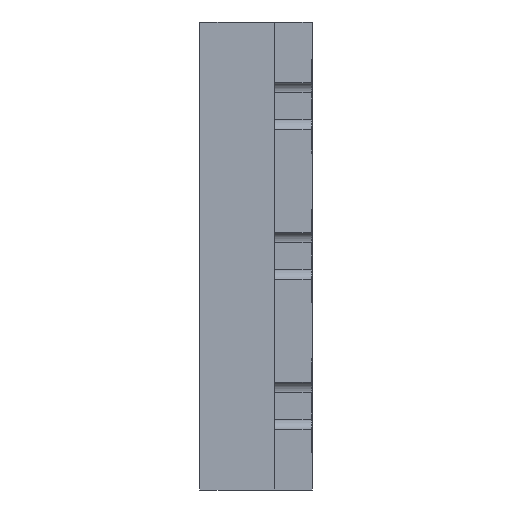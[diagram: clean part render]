
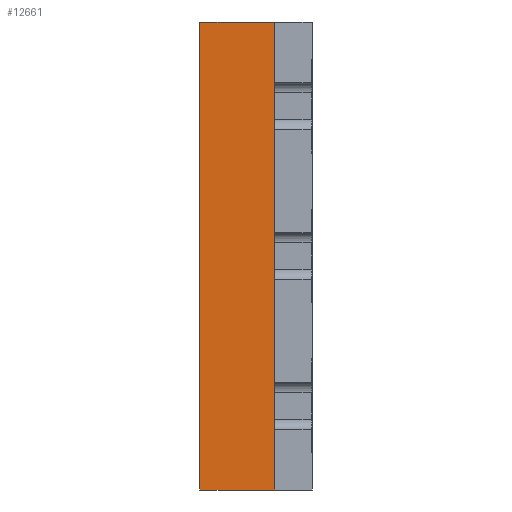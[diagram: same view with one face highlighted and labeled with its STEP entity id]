
A CAD part, left-side view. The second image highlights one B-rep face of the part: STEP entity #12661.
In plain terms, the highlighted planar face has unit normal (-1, 0, 0).
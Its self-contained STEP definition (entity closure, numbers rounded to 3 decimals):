
#4277 = LINE ( 'NONE', #4278, #5023 ) ;
#4278 = CARTESIAN_POINT ( 'NONE',  ( -2.5, -0.4, 2.5 ) ) ;
#4279 = DIRECTION ( 'NONE',  ( 0., 0., -1. ) ) ;
#4313 = LINE ( 'NONE', #4314, #5035 ) ;
#4314 = CARTESIAN_POINT ( 'NONE',  ( -2.5, 0.4, 2.5 ) ) ;
#4315 = DIRECTION ( 'NONE',  ( 0., 0., -1. ) ) ;
#4325 = LINE ( 'NONE', #4326, #5040 ) ;
#4326 = CARTESIAN_POINT ( 'NONE',  ( -2.5, 0.4, -2.5 ) ) ;
#4327 = DIRECTION ( 'NONE',  ( 0., -1., 0. ) ) ;
#5023 = VECTOR ( 'NONE', #4279, 1000. ) ;
#5035 = VECTOR ( 'NONE', #4315, 1000. ) ;
#5040 = VECTOR ( 'NONE', #4327, 1000. ) ;
#6311 = CARTESIAN_POINT ( 'NONE',  ( -2.5, 0.4, 2.5 ) ) ;
#6312 = CARTESIAN_POINT ( 'NONE',  ( -2.5, -0.4, 2.5 ) ) ;
#6929 = VERTEX_POINT ( 'NONE', #15362 ) ;
#6936 = VERTEX_POINT ( 'NONE', #15369 ) ;
#7534 = ORIENTED_EDGE ( 'NONE', *, *, #9944, .F. ) ;
#7535 = ORIENTED_EDGE ( 'NONE', *, *, #13333, .T. ) ;
#7536 = ORIENTED_EDGE ( 'NONE', *, *, #13329, .T. ) ;
#7537 = ORIENTED_EDGE ( 'NONE', *, *, #13317, .F. ) ;
#9681 = VECTOR ( 'NONE', #11220, 1000. ) ;
#9944 = EDGE_CURVE ( 'NONE', #16044, #16045, #11218, .T. ) ;
#11218 = LINE ( 'NONE', #11219, #9681 ) ;
#11219 = CARTESIAN_POINT ( 'NONE',  ( -2.5, 0.4, 2.5 ) ) ;
#11220 = DIRECTION ( 'NONE',  ( 0., -1., 0. ) ) ;
#12056 = FACE_OUTER_BOUND ( 'NONE', #16967, .T. ) ;
#12098 = AXIS2_PLACEMENT_3D ( 'NONE', #17464, #17465, #17466 ) ;
#12661 = ADVANCED_FACE ( 'NONE', ( #12056 ), #17463, .F. ) ;
#13317 = EDGE_CURVE ( 'NONE', #16045, #6929, #4277, .T. ) ;
#13329 = EDGE_CURVE ( 'NONE', #16044, #6936, #4313, .T. ) ;
#13333 = EDGE_CURVE ( 'NONE', #6936, #6929, #4325, .T. ) ;
#15362 = CARTESIAN_POINT ( 'NONE',  ( -2.5, -0.4, -2.5 ) ) ;
#15369 = CARTESIAN_POINT ( 'NONE',  ( -2.5, 0.4, -2.5 ) ) ;
#16044 = VERTEX_POINT ( 'NONE', #6311 ) ;
#16045 = VERTEX_POINT ( 'NONE', #6312 ) ;
#16967 = EDGE_LOOP ( 'NONE', ( #7535, #7537, #7534, #7536 ) ) ;
#17463 = PLANE ( 'NONE',  #12098 ) ;
#17464 = CARTESIAN_POINT ( 'NONE',  ( -2.5, 0.4, 2.5 ) ) ;
#17465 = DIRECTION ( 'NONE',  ( 1., 0., 0. ) ) ;
#17466 = DIRECTION ( 'NONE',  ( 0., 1., 0. ) ) ;
